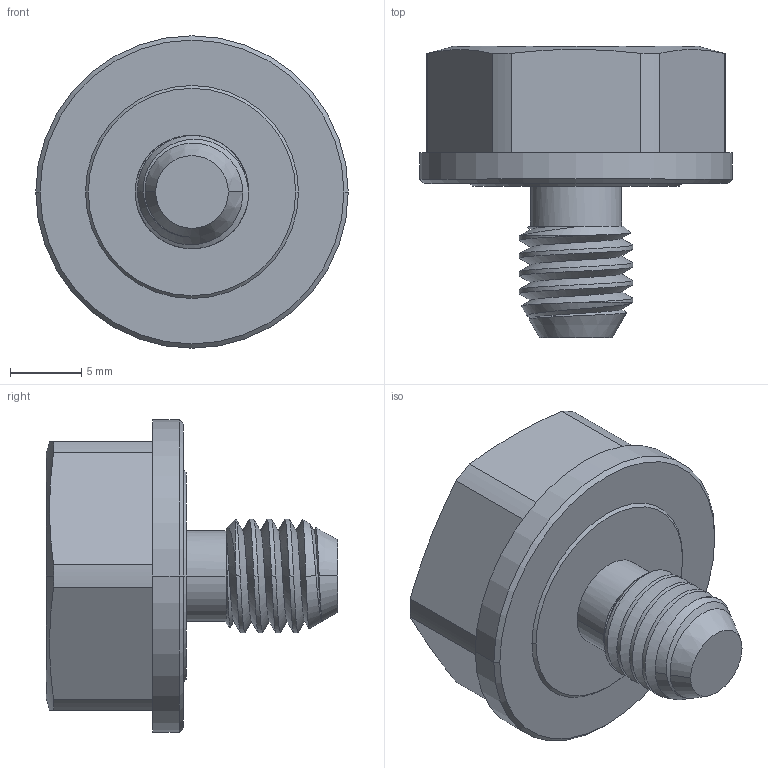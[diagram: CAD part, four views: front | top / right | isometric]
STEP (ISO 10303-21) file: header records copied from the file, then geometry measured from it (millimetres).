
FILE_DESCRIPTION((''),'2;1');
FILE_NAME('CAD-8510','2022-08-04T08:41:34',('creinig-se'),(''),'CREO PARAMETRIC BY PTC INC, 2019292','CREO PARAMETRIC BY PTC INC, 2019292','');
FILE_SCHEMA(('CONFIG_CONTROL_DESIGN','SHAPE_APPEARANCE_LAYERS_GROUPS'));
Length unit declared in the file: millimetre
Products named in the file (1): CAD-8510
Bounding box: 22 x 20.51 x 22 mm (x, y, z)
Volume: 3505 mm3; surface area: 1692.2 mm2
Topology: 1 solids, 1 shells, 48 faces, 127 edges, 82 vertices
Faces by surface type: cylinder 19, cone 13, plane 12, bspline 2, sphere 2
Entity records: 4112 total; most frequent: CARTESIAN_POINT 2514, ORIENTED_EDGE 250, DIRECTION 222, PRESENTATION_STYLE_ASSIGNMENT 126, STYLED_ITEM 126, CURVE_STYLE 125, EDGE_CURVE 125, AXIS2_PLACEMENT_3D 90
